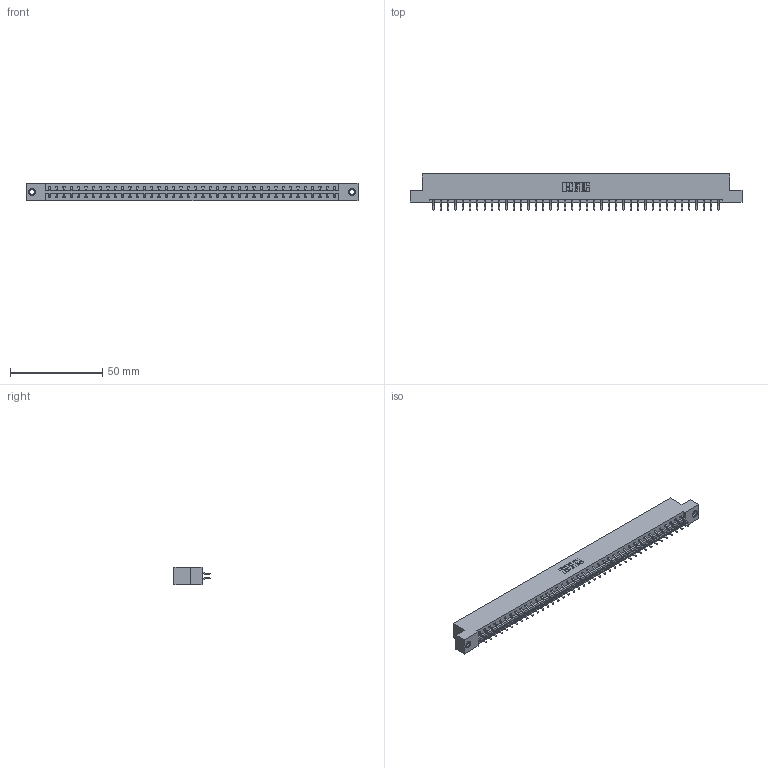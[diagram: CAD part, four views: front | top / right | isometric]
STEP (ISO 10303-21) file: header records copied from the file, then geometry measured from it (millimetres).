
FILE_DESCRIPTION (( 'STEP AP203' ), '1' );
FILE_NAME ('333-080-556-207.STEP', '2018-08-05T02:04:02', ( '' ), ( '' ), 'SwSTEP 2.0', 'SolidWorks 2016', '' );
FILE_SCHEMA (( 'CONFIG_CONTROL_DESIGN' ));
Length unit declared in the file: inch
Products named in the file (4): 333 Part_Flush - .156 Dia - TI; 345-292-001_556 Tail; 345-250-001_345-250-005-103; 333-080-556-207
Assembly tree (83 placements, depth 2):
  333-080-556-207
    333 Part_Flush - .156 Dia - TI
    345-292-001_556 Tail  x80
    345-250-001_345-250-005-103  x2
Bounding box: 180.04 x 19.57 x 9.4 mm (x, y, z)
Volume: 18345.2 mm3; surface area: 21622.3 mm2
Topology: 83 solids, 83 shells, 4814 faces, 14287 edges, 9410 vertices
Faces by surface type: plane 3302, cylinder 1496, cone 12, torus 4
Entity records: 27398 total; most frequent: CARTESIAN_POINT 4541, ORIENTED_EDGE 4458, DIRECTION 3903, EDGE_CURVE 2229, VECTOR 2073, LINE 2073, VERTEX_POINT 1480, AXIS2_PLACEMENT_3D 915
